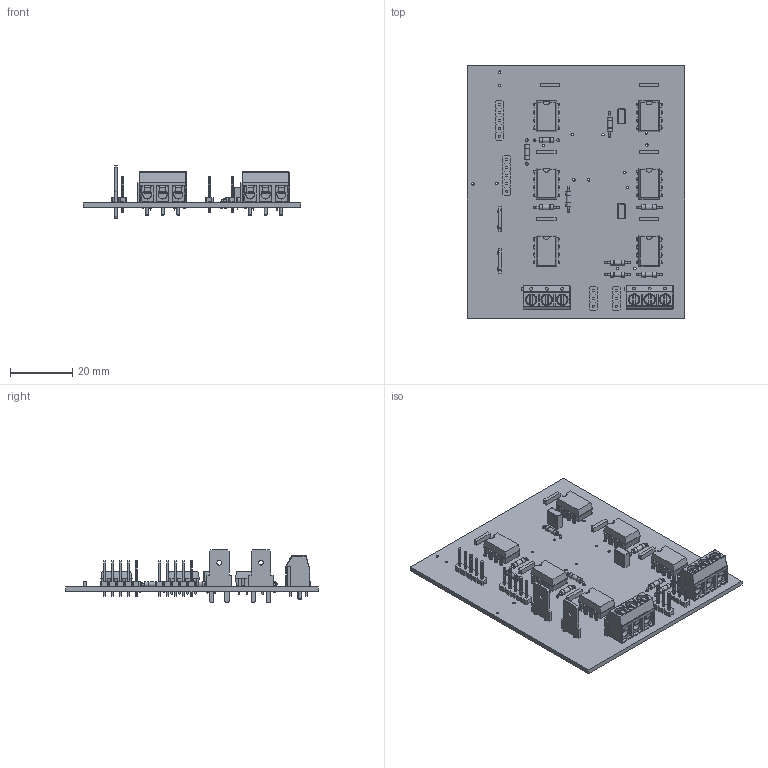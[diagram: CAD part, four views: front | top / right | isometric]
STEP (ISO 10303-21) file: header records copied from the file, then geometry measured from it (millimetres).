
FILE_DESCRIPTION(/* description */ (''),/* implementation_level */ '2;1');
FILE_NAME(/* name */ 'bb703575-d929-4ea2-9f84-4419ca5054b5.zip.stp',/* time_stamp */ '2020-04-08T16:22:19+00:00',/* author */ (''),/* organization */ (''),/* preprocessor_version */ 'ST-DEVELOPER v18',/* originating_system */ 'Autodesk Translation Framework v8.12.0.6',/* authorisation */ '');
FILE_SCHEMA (('AUTOMOTIVE_DESIGN { 1 0 10303 214 3 1 1 }'));
Length unit declared in the file: millimetre
Products named in the file (10): Electronics1,2; Packages; 1X03; 1X05; AK300/3; DIL08; TERMINAL_EDITED; 0204/7; C025-025X050; RTRIMT93XA
Assembly tree (32 placements, depth 3):
  Electronics1,2
    Packages
      1X03  x2
      1X05  x2
      AK300/3  x2
      DIL08  x6
      TERMINAL_EDITED  x2
      0204/7  x9
      C025-025X050  x2
      RTRIMT93XA  x6
Bounding box: 69.83 x 81 x 17 mm (x, y, z)
Volume: 12395.9 mm3; surface area: 19621.9 mm2
Topology: 36 solids, 36 shells, 2053 faces, 5446 edges, 3597 vertices
Faces by surface type: plane 1478, cylinder 401, torus 120, bspline 30, sphere 24
Full cylindrical faces by diameter (mm): 0.5 x36, 0.61 x18, 0.8 x16, 0.813 x70, 1 x16, 1.016 x16, 1.321 x6, 1.5 x14, 1.52 x9, 1.6 x18, 2.8 x6, 3.3 x6, 3.5 x6
Entity records: 28801 total; most frequent: CARTESIAN_POINT 7077, DIRECTION 4300, ORIENTED_EDGE 4230, EDGE_CURVE 2115, LINE 1492, VECTOR 1492, AXIS2_PLACEMENT_3D 1404, VERTEX_POINT 1388
